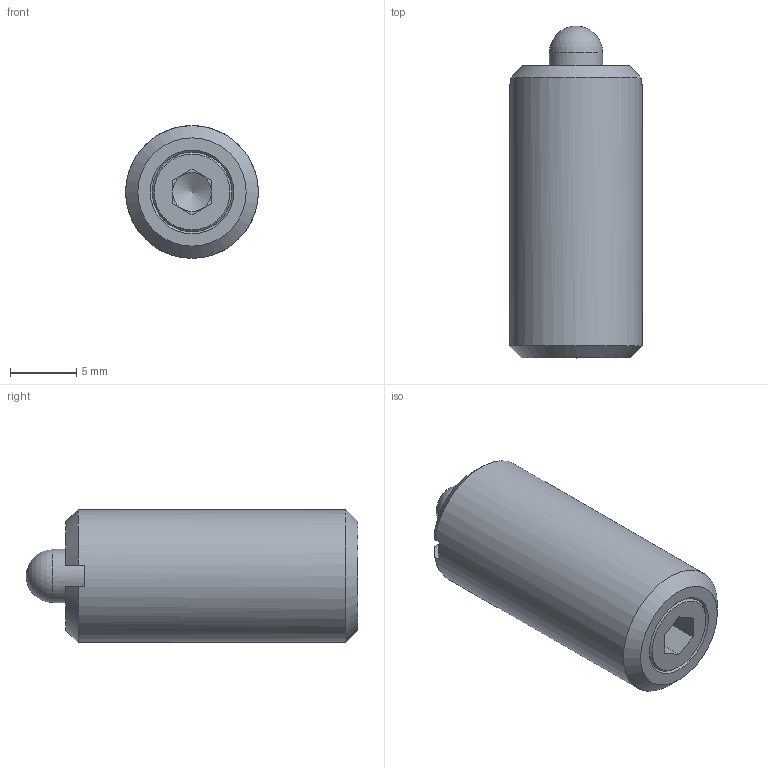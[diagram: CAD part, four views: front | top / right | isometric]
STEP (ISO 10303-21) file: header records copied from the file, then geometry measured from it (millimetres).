
FILE_DESCRIPTION( ( 'STEP AP214' ), '1' );
FILE_NAME( 'K0320.10_0.stp', '2020-12-02T11:27:19', ( '' ), ( '' ), ' ', 'PARTsolutions', ' ' );
FILE_SCHEMA( ( 'AUTOMOTIVE_DESIGN { 1 0 10303 214 1 1 1 1 }' ) );
Length unit declared in the file: millimetre
Products named in the file (1): _K0320.10_0
Bounding box: 10 x 25 x 10 mm (x, y, z)
Volume: 1690.2 mm3; surface area: 902.7 mm2
Topology: 1 solids, 2 shells, 41 faces, 92 edges, 61 vertices
Faces by surface type: plane 24, cone 13, cylinder 3, sphere 1
Full cylindrical faces by diameter (mm): 4 x1, 5.98 x1, 10 x1
Entity records: 1400 total; most frequent: CARTESIAN_POINT 204, DIRECTION 176, ORIENTED_EDGE 152, EDGE_CURVE 76, AXIS2_PLACEMENT_3D 68, EDGE_LOOP 58, VERTEX_POINT 56, FACE_OUTER_BOUND 44
